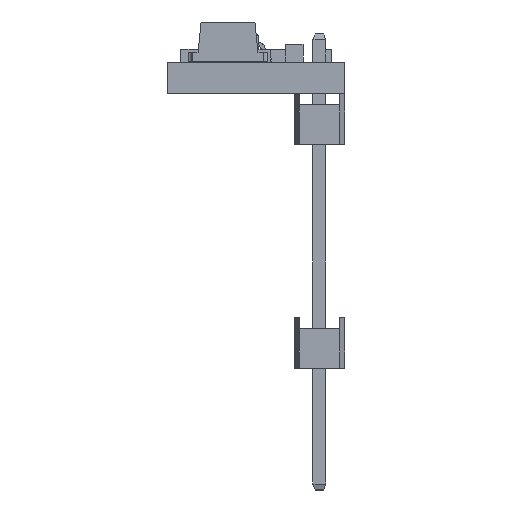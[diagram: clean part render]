
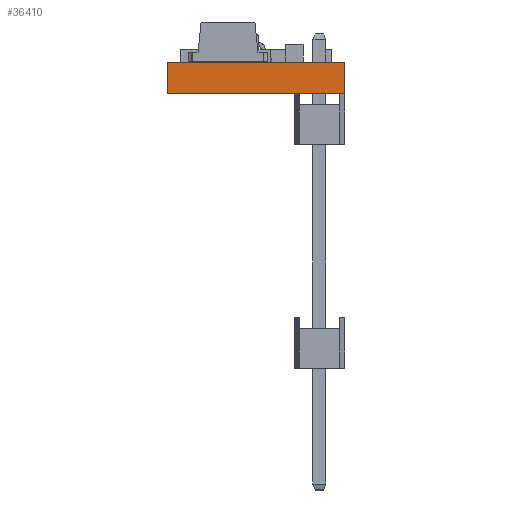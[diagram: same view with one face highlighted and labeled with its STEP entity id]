
A CAD part, left-side view. The second image highlights one B-rep face of the part: STEP entity #36410.
In plain terms, the highlighted planar face has unit normal (-1, 0, 0).
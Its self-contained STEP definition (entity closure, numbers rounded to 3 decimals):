
#3229 = CARTESIAN_POINT ( 'NONE',  ( 0., 0., 1.575 ) ) ;
#3651 = PLANE ( 'NONE',  #84225 ) ;
#5651 = EDGE_LOOP ( 'NONE', ( #78112, #63069, #58812, #31046 ) ) ;
#7461 = DIRECTION ( 'NONE',  ( 0., 0., -1. ) ) ;
#11869 = CARTESIAN_POINT ( 'NONE',  ( 0., 8.89, 1.575 ) ) ;
#19345 = VERTEX_POINT ( 'NONE', #28670 ) ;
#26478 = DIRECTION ( 'NONE',  ( 0., 0., -1. ) ) ;
#26990 = VECTOR ( 'NONE', #26478, 1000. ) ;
#28670 = CARTESIAN_POINT ( 'NONE',  ( 0., 8.89, 1.575 ) ) ;
#29166 = DIRECTION ( 'NONE',  ( 0., -1., 0. ) ) ;
#31046 = ORIENTED_EDGE ( 'NONE', *, *, #37970, .T. ) ;
#32232 = EDGE_CURVE ( 'NONE', #59074, #79531, #45937, .T. ) ;
#32318 = EDGE_CURVE ( 'NONE', #19345, #59074, #40483, .T. ) ;
#33133 = CARTESIAN_POINT ( 'NONE',  ( 0., 8.89, 1.575 ) ) ;
#36410 = ADVANCED_FACE ( 'NONE', ( #53581 ), #3651, .F. ) ;
#37970 = EDGE_CURVE ( 'NONE', #19345, #59036, #82123, .T. ) ;
#40483 = LINE ( 'NONE', #43100, #75046 ) ;
#43100 = CARTESIAN_POINT ( 'NONE',  ( 0., 8.89, 1.575 ) ) ;
#43737 = CARTESIAN_POINT ( 'NONE',  ( 0., 8.89, 0. ) ) ;
#43937 = LINE ( 'NONE', #48439, #83996 ) ;
#44570 = EDGE_CURVE ( 'NONE', #59036, #79531, #43937, .T. ) ;
#45937 = LINE ( 'NONE', #62666, #74009 ) ;
#46260 = DIRECTION ( 'NONE',  ( 0., 0., -1. ) ) ;
#48439 = CARTESIAN_POINT ( 'NONE',  ( 0., 8.89, 0. ) ) ;
#53581 = FACE_OUTER_BOUND ( 'NONE', #5651, .T. ) ;
#58812 = ORIENTED_EDGE ( 'NONE', *, *, #32318, .F. ) ;
#59036 = VERTEX_POINT ( 'NONE', #43737 ) ;
#59074 = VERTEX_POINT ( 'NONE', #3229 ) ;
#59889 = CARTESIAN_POINT ( 'NONE',  ( 0., 0., 0. ) ) ;
#62666 = CARTESIAN_POINT ( 'NONE',  ( 0., 0., 1.575 ) ) ;
#63069 = ORIENTED_EDGE ( 'NONE', *, *, #32232, .F. ) ;
#73437 = DIRECTION ( 'NONE',  ( 1., 0., 0. ) ) ;
#74009 = VECTOR ( 'NONE', #7461, 1000. ) ;
#75046 = VECTOR ( 'NONE', #29166, 1000. ) ;
#76278 = DIRECTION ( 'NONE',  ( 0., -1., 0. ) ) ;
#78112 = ORIENTED_EDGE ( 'NONE', *, *, #44570, .T. ) ;
#79531 = VERTEX_POINT ( 'NONE', #59889 ) ;
#82123 = LINE ( 'NONE', #33133, #26990 ) ;
#83996 = VECTOR ( 'NONE', #76278, 1000. ) ;
#84225 = AXIS2_PLACEMENT_3D ( 'NONE', #11869, #73437, #46260 ) ;
